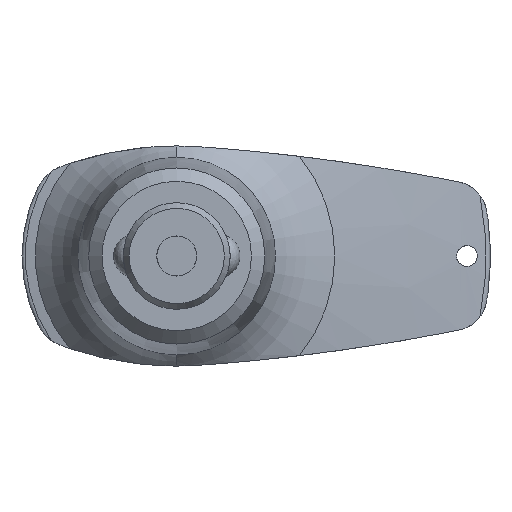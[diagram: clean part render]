
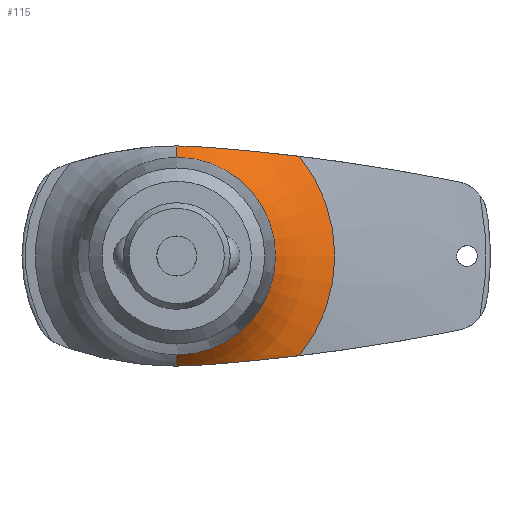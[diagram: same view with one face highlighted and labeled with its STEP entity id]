
A CAD part, front view. The second image highlights one B-rep face of the part: STEP entity #115.
In plain terms, the highlighted toroidal (fillet/blend) face has major radius 29.976 mm and minor radius 19 mm.
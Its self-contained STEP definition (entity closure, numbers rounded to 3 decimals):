
#115 = ADVANCED_FACE( '', ( #271 ), #272, .F. );
#271 = FACE_OUTER_BOUND( '', #503, .T. );
#272 = TOROIDAL_SURFACE( '', #504, 29.976, 19. );
#503 = EDGE_LOOP( '', ( #810, #811, #812, #813, #814, #815, #816, #817 ) );
#504 = AXIS2_PLACEMENT_3D( '', #818, #819, #820 );
#810 = ORIENTED_EDGE( '', *, *, #1200, .F. );
#811 = ORIENTED_EDGE( '', *, *, #1201, .T. );
#812 = ORIENTED_EDGE( '', *, *, #1202, .T. );
#813 = ORIENTED_EDGE( '', *, *, #1203, .T. );
#814 = ORIENTED_EDGE( '', *, *, #1198, .T. );
#815 = ORIENTED_EDGE( '', *, *, #1133, .T. );
#816 = ORIENTED_EDGE( '', *, *, #1143, .T. );
#817 = ORIENTED_EDGE( '', *, *, #1192, .F. );
#818 = CARTESIAN_POINT( '', ( 0., 10.466, 0. ) );
#819 = DIRECTION( '', ( 0., -1., 0. ) );
#820 = DIRECTION( '', ( 0., 0., -1. ) );
#1133 = EDGE_CURVE( '', #1301, #1315, #1317, .T. );
#1143 = EDGE_CURVE( '', #1315, #1332, #1334, .T. );
#1192 = EDGE_CURVE( '', #1410, #1332, #1412, .T. );
#1198 = EDGE_CURVE( '', #1414, #1301, #1422, .T. );
#1200 = EDGE_CURVE( '', #1424, #1410, #1425, .T. );
#1201 = EDGE_CURVE( '', #1424, #1426, #1427, .T. );
#1202 = EDGE_CURVE( '', #1426, #1428, #1429, .T. );
#1203 = EDGE_CURVE( '', #1428, #1414, #1430, .T. );
#1301 = VERTEX_POINT( '', #1555 );
#1315 = VERTEX_POINT( '', #1600 );
#1317 = B_SPLINE_CURVE_WITH_KNOTS( '', 3, ( #1603, #1604, #1605, #1606 ), .UNSPECIFIED., .F., .F., ( 4, 4 ), ( 0., 0.004 ), .UNSPECIFIED. );
#1332 = VERTEX_POINT( '', #1682 );
#1334 = CIRCLE( '', #1684, 19. );
#1410 = VERTEX_POINT( '', #1957 );
#1412 = CIRCLE( '', #1959, 14.801 );
#1414 = VERTEX_POINT( '', #1961 );
#1422 = B_SPLINE_CURVE_WITH_KNOTS( '', 3, ( #1989, #1990, #1991, #1992, #1993, #1994, #1995, #1996, #1997, #1998 ), .UNSPECIFIED., .F., .F., ( 4, 2, 2, 2, 4 ), ( 0., 0.004, 0.007, 0.011, 0.015 ), .UNSPECIFIED. );
#1424 = VERTEX_POINT( '', #2000 );
#1425 = CIRCLE( '', #2001, 19. );
#1426 = VERTEX_POINT( '', #2002 );
#1427 = B_SPLINE_CURVE_WITH_KNOTS( '', 3, ( #2003, #2004, #2005, #2006 ), .UNSPECIFIED., .F., .F., ( 4, 4 ), ( 0., 0.004 ), .UNSPECIFIED. );
#1428 = VERTEX_POINT( '', #2007 );
#1429 = B_SPLINE_CURVE_WITH_KNOTS( '', 3, ( #2008, #2009, #2010, #2011, #2012, #2013, #2014, #2015, #2016, #2017 ), .UNSPECIFIED., .F., .F., ( 4, 2, 2, 2, 4 ), ( 0., 0.004, 0.007, 0.011, 0.015 ), .UNSPECIFIED. );
#1430 = CIRCLE( '', #2018, 23.7 );
#1555 = CARTESIAN_POINT( '', ( 4.4, 24.242, 16.307 ) );
#1600 = CARTESIAN_POINT( '', ( 0., 23.86, 16.5 ) );
#1603 = CARTESIAN_POINT( '', ( 4.4, 24.242, 16.307 ) );
#1604 = CARTESIAN_POINT( '', ( 2.946, 23.999, 16.435 ) );
#1605 = CARTESIAN_POINT( '', ( 1.481, 23.86, 16.5 ) );
#1606 = CARTESIAN_POINT( '', ( 0., 23.86, 16.5 ) );
#1682 = CARTESIAN_POINT( '', ( 0., 21.9, 14.801 ) );
#1684 = AXIS2_PLACEMENT_3D( '', #2705, #2706, #2707 );
#1957 = CARTESIAN_POINT( '', ( 0., 21.9, -14.801 ) );
#1959 = AXIS2_PLACEMENT_3D( '', #2769, #2770, #2771 );
#1961 = CARTESIAN_POINT( '', ( 18.397, 28.4, 14.941 ) );
#1989 = CARTESIAN_POINT( '', ( 18.397, 28.4, 14.941 ) );
#1990 = CARTESIAN_POINT( '', ( 17.216, 28.111, 15.083 ) );
#1991 = CARTESIAN_POINT( '', ( 16.049, 27.775, 15.217 ) );
#1992 = CARTESIAN_POINT( '', ( 13.729, 27.047, 15.47 ) );
#1993 = CARTESIAN_POINT( '', ( 12.576, 26.655, 15.59 ) );
#1994 = CARTESIAN_POINT( '', ( 10.271, 25.87, 15.815 ) );
#1995 = CARTESIAN_POINT( '', ( 9.117, 25.477, 15.921 ) );
#1996 = CARTESIAN_POINT( '', ( 6.786, 24.771, 16.122 ) );
#1997 = CARTESIAN_POINT( '', ( 5.607, 24.458, 16.217 ) );
#1998 = CARTESIAN_POINT( '', ( 4.4, 24.242, 16.307 ) );
#2000 = CARTESIAN_POINT( '', ( 0., 23.86, -16.5 ) );
#2001 = AXIS2_PLACEMENT_3D( '', #2773, #2774, #2775 );
#2002 = CARTESIAN_POINT( '', ( 4.4, 24.242, -16.307 ) );
#2003 = CARTESIAN_POINT( '', ( 0., 23.86, -16.5 ) );
#2004 = CARTESIAN_POINT( '', ( 1.481, 23.86, -16.5 ) );
#2005 = CARTESIAN_POINT( '', ( 2.946, 23.999, -16.435 ) );
#2006 = CARTESIAN_POINT( '', ( 4.4, 24.242, -16.307 ) );
#2007 = CARTESIAN_POINT( '', ( 18.397, 28.4, -14.941 ) );
#2008 = CARTESIAN_POINT( '', ( 4.4, 24.242, -16.307 ) );
#2009 = CARTESIAN_POINT( '', ( 5.607, 24.458, -16.217 ) );
#2010 = CARTESIAN_POINT( '', ( 6.786, 24.771, -16.122 ) );
#2011 = CARTESIAN_POINT( '', ( 9.117, 25.477, -15.921 ) );
#2012 = CARTESIAN_POINT( '', ( 10.271, 25.87, -15.815 ) );
#2013 = CARTESIAN_POINT( '', ( 12.576, 26.655, -15.59 ) );
#2014 = CARTESIAN_POINT( '', ( 13.729, 27.047, -15.47 ) );
#2015 = CARTESIAN_POINT( '', ( 16.049, 27.775, -15.217 ) );
#2016 = CARTESIAN_POINT( '', ( 17.216, 28.111, -15.083 ) );
#2017 = CARTESIAN_POINT( '', ( 18.397, 28.4, -14.941 ) );
#2018 = AXIS2_PLACEMENT_3D( '', #2776, #2777, #2778 );
#2705 = CARTESIAN_POINT( '', ( 0., 10.466, 29.976 ) );
#2706 = DIRECTION( '', ( -1., 0., 0. ) );
#2707 = DIRECTION( '', ( 0., 0., 1. ) );
#2769 = CARTESIAN_POINT( '', ( 0., 21.9, 0. ) );
#2770 = DIRECTION( '', ( 0., -1., 0. ) );
#2771 = DIRECTION( '', ( 0., 0., -1. ) );
#2773 = CARTESIAN_POINT( '', ( 0., 10.466, -29.976 ) );
#2774 = DIRECTION( '', ( 1., 0., 0. ) );
#2775 = DIRECTION( '', ( 0., 0., -1. ) );
#2776 = CARTESIAN_POINT( '', ( 0., 28.4, 0. ) );
#2777 = DIRECTION( '', ( 0., -1., 0. ) );
#2778 = DIRECTION( '', ( 0., 0., -1. ) );
